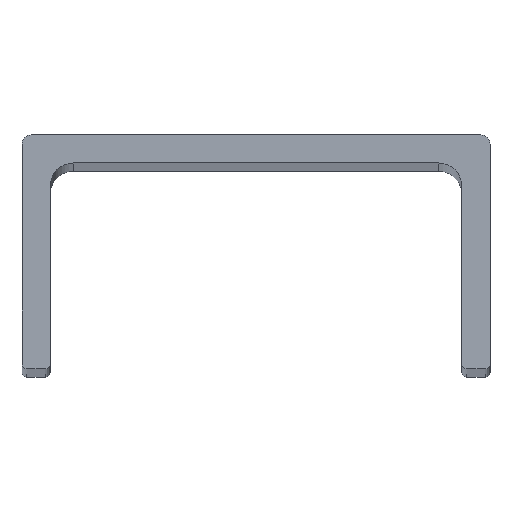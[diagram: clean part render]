
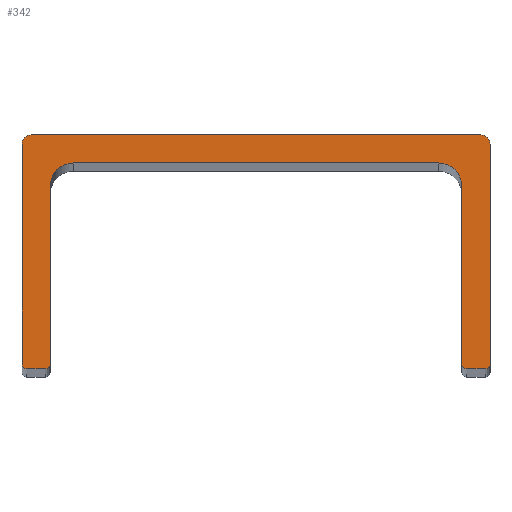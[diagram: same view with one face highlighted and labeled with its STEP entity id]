
A CAD part, top view. The second image highlights one B-rep face of the part: STEP entity #342.
In plain terms, the highlighted planar face has unit normal (0, 0, 1).
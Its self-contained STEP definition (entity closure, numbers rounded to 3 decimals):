
#24=PLANE('',#384);
#42=FACE_OUTER_BOUND('',#60,.T.);
#60=EDGE_LOOP('',(#301,#302,#303,#304,#305,#306,#307,#308,#309,#310,#311,
#312,#313,#314,#315,#316));
#63=LINE('',#499,#95);
#67=LINE('',#511,#99);
#71=LINE('',#523,#103);
#75=LINE('',#535,#107);
#79=LINE('',#547,#111);
#83=LINE('',#559,#115);
#87=LINE('',#571,#119);
#91=LINE('',#582,#123);
#95=VECTOR('',#397,10.);
#99=VECTOR('',#409,10.);
#103=VECTOR('',#421,10.);
#107=VECTOR('',#433,10.);
#111=VECTOR('',#445,10.);
#115=VECTOR('',#457,10.);
#119=VECTOR('',#469,10.);
#123=VECTOR('',#481,10.);
#125=CIRCLE('',#352,5.);
#127=CIRCLE('',#356,5.);
#129=CIRCLE('',#360,1.);
#131=CIRCLE('',#364,1.);
#133=CIRCLE('',#368,2.);
#135=CIRCLE('',#372,2.);
#137=CIRCLE('',#376,1.);
#139=CIRCLE('',#380,1.);
#141=VERTEX_POINT('',#489);
#142=VERTEX_POINT('',#490);
#145=VERTEX_POINT('',#498);
#147=VERTEX_POINT('',#504);
#149=VERTEX_POINT('',#510);
#151=VERTEX_POINT('',#516);
#153=VERTEX_POINT('',#522);
#155=VERTEX_POINT('',#528);
#157=VERTEX_POINT('',#534);
#159=VERTEX_POINT('',#540);
#161=VERTEX_POINT('',#546);
#163=VERTEX_POINT('',#552);
#165=VERTEX_POINT('',#558);
#167=VERTEX_POINT('',#564);
#169=VERTEX_POINT('',#570);
#171=VERTEX_POINT('',#576);
#173=EDGE_CURVE('',#141,#142,#125,.T.);
#177=EDGE_CURVE('',#142,#145,#63,.T.);
#180=EDGE_CURVE('',#145,#147,#127,.T.);
#183=EDGE_CURVE('',#147,#149,#67,.T.);
#186=EDGE_CURVE('',#149,#151,#129,.T.);
#189=EDGE_CURVE('',#151,#153,#71,.T.);
#192=EDGE_CURVE('',#153,#155,#131,.T.);
#195=EDGE_CURVE('',#155,#157,#75,.T.);
#198=EDGE_CURVE('',#157,#159,#133,.T.);
#201=EDGE_CURVE('',#159,#161,#79,.T.);
#204=EDGE_CURVE('',#161,#163,#135,.T.);
#207=EDGE_CURVE('',#163,#165,#83,.T.);
#210=EDGE_CURVE('',#165,#167,#137,.T.);
#213=EDGE_CURVE('',#167,#169,#87,.T.);
#216=EDGE_CURVE('',#169,#171,#139,.T.);
#219=EDGE_CURVE('',#171,#141,#91,.T.);
#301=ORIENTED_EDGE('',*,*,#198,.F.);
#302=ORIENTED_EDGE('',*,*,#195,.F.);
#303=ORIENTED_EDGE('',*,*,#192,.F.);
#304=ORIENTED_EDGE('',*,*,#189,.F.);
#305=ORIENTED_EDGE('',*,*,#186,.F.);
#306=ORIENTED_EDGE('',*,*,#183,.F.);
#307=ORIENTED_EDGE('',*,*,#180,.F.);
#308=ORIENTED_EDGE('',*,*,#177,.F.);
#309=ORIENTED_EDGE('',*,*,#173,.F.);
#310=ORIENTED_EDGE('',*,*,#219,.F.);
#311=ORIENTED_EDGE('',*,*,#216,.F.);
#312=ORIENTED_EDGE('',*,*,#213,.F.);
#313=ORIENTED_EDGE('',*,*,#210,.F.);
#314=ORIENTED_EDGE('',*,*,#207,.F.);
#315=ORIENTED_EDGE('',*,*,#204,.F.);
#316=ORIENTED_EDGE('',*,*,#201,.F.);
#342=ADVANCED_FACE('',(#42),#24,.T.);
#352=AXIS2_PLACEMENT_3D('',#491,#389,#390);
#356=AXIS2_PLACEMENT_3D('',#505,#402,#403);
#360=AXIS2_PLACEMENT_3D('',#517,#414,#415);
#364=AXIS2_PLACEMENT_3D('',#529,#426,#427);
#368=AXIS2_PLACEMENT_3D('',#541,#438,#439);
#372=AXIS2_PLACEMENT_3D('',#553,#450,#451);
#376=AXIS2_PLACEMENT_3D('',#565,#462,#463);
#380=AXIS2_PLACEMENT_3D('',#577,#474,#475);
#384=AXIS2_PLACEMENT_3D('',#585,#485,#486);
#389=DIRECTION('center_axis',(0.,0.,1.));
#390=DIRECTION('ref_axis',(1.,0.,0.));
#397=DIRECTION('',(-1.,0.,0.));
#402=DIRECTION('center_axis',(0.,0.,1.));
#403=DIRECTION('ref_axis',(0.,1.,0.));
#409=DIRECTION('',(0.,-1.,0.));
#414=DIRECTION('center_axis',(0.,0.,-1.));
#415=DIRECTION('ref_axis',(0.,1.,0.));
#421=DIRECTION('',(-1.,0.,0.));
#426=DIRECTION('center_axis',(0.,0.,-1.));
#427=DIRECTION('ref_axis',(1.,0.,0.));
#433=DIRECTION('',(0.,1.,0.));
#438=DIRECTION('center_axis',(0.,0.,-1.));
#439=DIRECTION('ref_axis',(0.,-1.,0.));
#445=DIRECTION('',(1.,0.,0.));
#450=DIRECTION('center_axis',(0.,0.,-1.));
#451=DIRECTION('ref_axis',(-1.,0.,0.));
#457=DIRECTION('',(0.,-1.,0.));
#462=DIRECTION('center_axis',(0.,0.,-1.));
#463=DIRECTION('ref_axis',(0.,1.,0.));
#469=DIRECTION('',(-1.,0.,0.));
#474=DIRECTION('center_axis',(0.,0.,-1.));
#475=DIRECTION('ref_axis',(1.,0.,0.));
#481=DIRECTION('',(0.,1.,0.));
#485=DIRECTION('center_axis',(0.,0.,1.));
#486=DIRECTION('ref_axis',(1.,0.,0.));
#489=CARTESIAN_POINT('',(44.,-11.,1000.));
#490=CARTESIAN_POINT('',(39.,-6.,1000.));
#491=CARTESIAN_POINT('Origin',(39.,-11.,1000.));
#498=CARTESIAN_POINT('',(-39.,-6.,1000.));
#499=CARTESIAN_POINT('',(-19.5,-6.,1000.));
#504=CARTESIAN_POINT('',(-44.,-11.,1000.));
#505=CARTESIAN_POINT('Origin',(-39.,-11.,1000.));
#510=CARTESIAN_POINT('',(-44.,-49.,1000.));
#511=CARTESIAN_POINT('',(-44.,-37.,1000.));
#516=CARTESIAN_POINT('',(-45.,-50.,1000.));
#517=CARTESIAN_POINT('Origin',(-45.,-49.,1000.));
#522=CARTESIAN_POINT('',(-49.,-50.,1000.));
#523=CARTESIAN_POINT('',(-24.5,-50.,1000.));
#528=CARTESIAN_POINT('',(-50.,-49.,1000.));
#529=CARTESIAN_POINT('Origin',(-49.,-49.,1000.));
#534=CARTESIAN_POINT('',(-50.,-2.,1000.));
#535=CARTESIAN_POINT('',(-50.,-13.5,1000.));
#540=CARTESIAN_POINT('',(-48.,0.,1000.));
#541=CARTESIAN_POINT('Origin',(-48.,-2.,1000.));
#546=CARTESIAN_POINT('',(48.,0.,1000.));
#547=CARTESIAN_POINT('',(24.,0.,1000.));
#552=CARTESIAN_POINT('',(50.,-2.,1000.));
#553=CARTESIAN_POINT('Origin',(48.,-2.,1000.));
#558=CARTESIAN_POINT('',(50.,-49.,1000.));
#559=CARTESIAN_POINT('',(50.,-37.,1000.));
#564=CARTESIAN_POINT('',(49.,-50.,1000.));
#565=CARTESIAN_POINT('Origin',(49.,-49.,1000.));
#570=CARTESIAN_POINT('',(45.,-50.,1000.));
#571=CARTESIAN_POINT('',(22.5,-50.,1000.));
#576=CARTESIAN_POINT('',(44.,-49.,1000.));
#577=CARTESIAN_POINT('Origin',(45.,-49.,1000.));
#582=CARTESIAN_POINT('',(44.,-18.,1000.));
#585=CARTESIAN_POINT('Origin',(0.,-25.,1000.));
